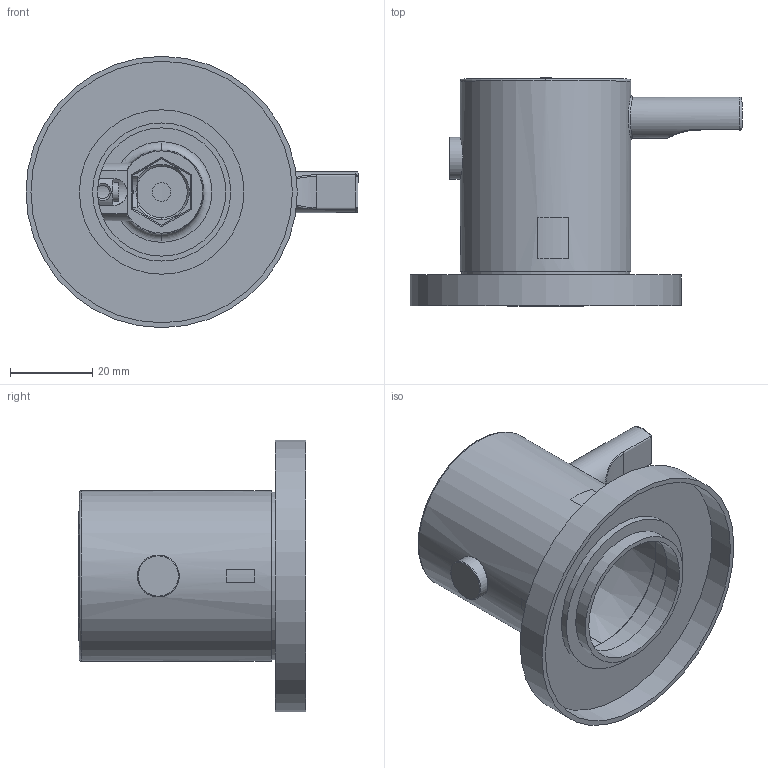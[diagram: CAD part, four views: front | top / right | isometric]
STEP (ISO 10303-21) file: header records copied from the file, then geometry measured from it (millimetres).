
FILE_DESCRIPTION (( 'STEP AP203' ), '1' );
FILE_NAME ('39CP12301.STEP', '2025-08-19T09:56:34', ( '' ), ( '' ), 'SwSTEP 2.0', 'SolidWorks 2021', '' );
FILE_SCHEMA (( 'CONFIG_CONTROL_DESIGN' ));
Length unit declared in the file: millimetre
Products named in the file (1): 39CP12301
Bounding box: 80.75 x 55.4 x 66 mm (x, y, z)
Volume: 32530.3 mm3; surface area: 30603 mm2
Topology: 5 solids, 5 shells, 218 faces, 550 edges, 352 vertices
Faces by surface type: plane 89, cylinder 60, cone 23, bspline 23, torus 16, sphere 7
Full cylindrical faces by diameter (mm): 3.1 x2, 3.3 x1, 4.15 x1, 4.65 x1, 10 x1, 10.2 x1, 25.6 x1, 28.6 x1, 31 x1, 31.2 x1, 31.6 x1, 33.6 x1, 36 x1, 37.8 x1, 37.9 x1, 38 x1, 40 x1, 40.85 x1, 41.5 x1, 63.6 x1, 66 x1
Entity records: 8878 total; most frequent: CARTESIAN_POINT 3970, ORIENTED_EDGE 994, DIRECTION 950, EDGE_CURVE 497, AXIS2_PLACEMENT_3D 375, VERTEX_POINT 336, EDGE_LOOP 281, FACE_OUTER_BOUND 245
